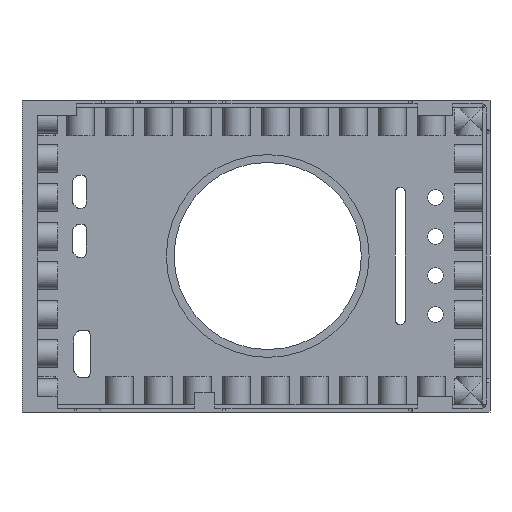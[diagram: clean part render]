
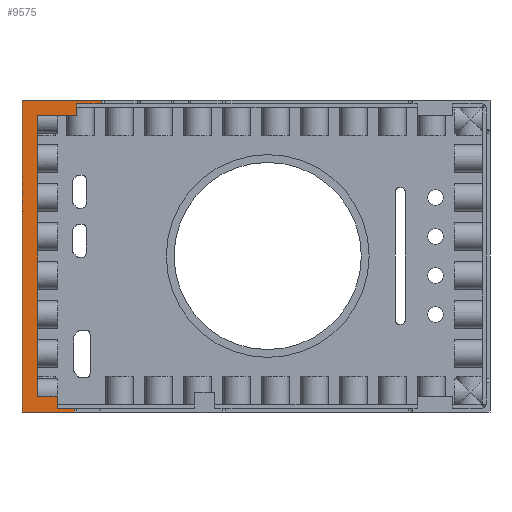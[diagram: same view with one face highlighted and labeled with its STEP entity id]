
A CAD part, front view. The second image highlights one B-rep face of the part: STEP entity #9575.
In plain terms, the highlighted planar face has unit normal (0, -1, 0).
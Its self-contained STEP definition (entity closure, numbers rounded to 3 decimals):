
#640=FACE_OUTER_BOUND('',#1125,.T.);
#1125=EDGE_LOOP('',(#6826,#6827,#6828,#6829,#6830,#6831,#6832,#6833,#6834,
#6835,#6836,#6837));
#2521=LINE('',#15370,#3206);
#2523=LINE('',#15374,#3208);
#2529=LINE('',#15389,#3214);
#2548=LINE('',#15438,#3233);
#2553=LINE('',#15460,#3238);
#2554=LINE('',#15462,#3239);
#2555=LINE('',#15464,#3240);
#2556=LINE('',#15466,#3241);
#2557=LINE('',#15468,#3242);
#2558=LINE('',#15470,#3243);
#2559=LINE('',#15472,#3244);
#2560=LINE('',#15473,#3245);
#3206=VECTOR('',#12054,10.);
#3208=VECTOR('',#12058,10.);
#3214=VECTOR('',#12072,10.);
#3233=VECTOR('',#12105,18.3);
#3238=VECTOR('',#12116,1.);
#3239=VECTOR('',#12117,20.3);
#3240=VECTOR('',#12118,80.);
#3241=VECTOR('',#12119,13.426);
#3242=VECTOR('',#12120,1.);
#3243=VECTOR('',#12121,11.426);
#3244=VECTOR('',#12122,10.);
#3245=VECTOR('',#12123,10.);
#3948=VERTEX_POINT('',#15367);
#3949=VERTEX_POINT('',#15369);
#3950=VERTEX_POINT('',#15373);
#3955=VERTEX_POINT('',#15388);
#3978=VERTEX_POINT('',#15436);
#3982=VERTEX_POINT('',#15459);
#3983=VERTEX_POINT('',#15461);
#3984=VERTEX_POINT('',#15463);
#3985=VERTEX_POINT('',#15465);
#3986=VERTEX_POINT('',#15467);
#3987=VERTEX_POINT('',#15469);
#3988=VERTEX_POINT('',#15471);
#5059=EDGE_CURVE('',#3949,#3948,#2521,.T.);
#5061=EDGE_CURVE('',#3949,#3950,#2523,.T.);
#5069=EDGE_CURVE('',#3948,#3955,#2529,.T.);
#5094=EDGE_CURVE('',#3955,#3978,#2548,.T.);
#5101=EDGE_CURVE('',#3982,#3978,#2553,.T.);
#5102=EDGE_CURVE('',#3983,#3982,#2554,.T.);
#5103=EDGE_CURVE('',#3984,#3983,#2555,.T.);
#5104=EDGE_CURVE('',#3985,#3984,#2556,.T.);
#5105=EDGE_CURVE('',#3986,#3985,#2557,.T.);
#5106=EDGE_CURVE('',#3986,#3987,#2558,.T.);
#5107=EDGE_CURVE('',#3988,#3987,#2559,.T.);
#5108=EDGE_CURVE('',#3950,#3988,#2560,.T.);
#6826=ORIENTED_EDGE('',*,*,#5061,.F.);
#6827=ORIENTED_EDGE('',*,*,#5059,.T.);
#6828=ORIENTED_EDGE('',*,*,#5069,.T.);
#6829=ORIENTED_EDGE('',*,*,#5094,.T.);
#6830=ORIENTED_EDGE('',*,*,#5101,.F.);
#6831=ORIENTED_EDGE('',*,*,#5102,.F.);
#6832=ORIENTED_EDGE('',*,*,#5103,.F.);
#6833=ORIENTED_EDGE('',*,*,#5104,.F.);
#6834=ORIENTED_EDGE('',*,*,#5105,.F.);
#6835=ORIENTED_EDGE('',*,*,#5106,.T.);
#6836=ORIENTED_EDGE('',*,*,#5107,.F.);
#6837=ORIENTED_EDGE('',*,*,#5108,.F.);
#8775=PLANE('',#10290);
#9575=ADVANCED_FACE('',(#640),#8775,.F.);
#10290=AXIS2_PLACEMENT_3D('',#15458,#12114,#12115);
#12054=DIRECTION('',(1.,0.,0.));
#12058=DIRECTION('',(0.,0.,-1.));
#12072=DIRECTION('',(0.,0.,1.));
#12105=DIRECTION('',(1.,0.,0.));
#12114=DIRECTION('center_axis',(0.,1.,0.));
#12115=DIRECTION('ref_axis',(0.,0.,1.));
#12116=DIRECTION('',(0.,0.,-1.));
#12117=DIRECTION('',(1.,0.,0.));
#12118=DIRECTION('',(0.,0.,1.));
#12119=DIRECTION('',(-1.,0.,0.));
#12120=DIRECTION('',(0.,0.,-1.));
#12121=DIRECTION('',(-1.,0.,0.));
#12122=DIRECTION('',(0.,0.,-1.));
#12123=DIRECTION('',(1.,0.,0.));
#15367=CARTESIAN_POINT('',(-46.,20.,36.));
#15369=CARTESIAN_POINT('',(-56.,20.,36.));
#15370=CARTESIAN_POINT('',(-56.,20.,36.));
#15373=CARTESIAN_POINT('',(-56.,20.,-36.));
#15374=CARTESIAN_POINT('',(-56.,20.,39.));
#15388=CARTESIAN_POINT('',(-46.,20.,39.));
#15389=CARTESIAN_POINT('',(-46.,20.,36.));
#15436=CARTESIAN_POINT('',(-39.7,20.,39.));
#15438=CARTESIAN_POINT('',(-58.,20.,39.));
#15458=CARTESIAN_POINT('Origin',(0.,20.,0.));
#15459=CARTESIAN_POINT('',(-39.7,20.,40.));
#15460=CARTESIAN_POINT('',(-39.7,20.,40.));
#15461=CARTESIAN_POINT('',(-60.,20.,40.));
#15462=CARTESIAN_POINT('',(-60.,20.,40.));
#15463=CARTESIAN_POINT('',(-60.,20.,-40.));
#15464=CARTESIAN_POINT('',(-60.,20.,-40.));
#15465=CARTESIAN_POINT('',(-46.574,20.,-40.));
#15466=CARTESIAN_POINT('',(-46.574,20.,-40.));
#15467=CARTESIAN_POINT('',(-46.574,20.,-39.));
#15468=CARTESIAN_POINT('',(-46.574,20.,-39.));
#15469=CARTESIAN_POINT('',(-51.,20.,-39.));
#15470=CARTESIAN_POINT('',(-46.574,20.,-39.));
#15471=CARTESIAN_POINT('',(-51.,20.,-36.));
#15472=CARTESIAN_POINT('',(-51.,20.,-36.));
#15473=CARTESIAN_POINT('',(-56.,20.,-36.));
